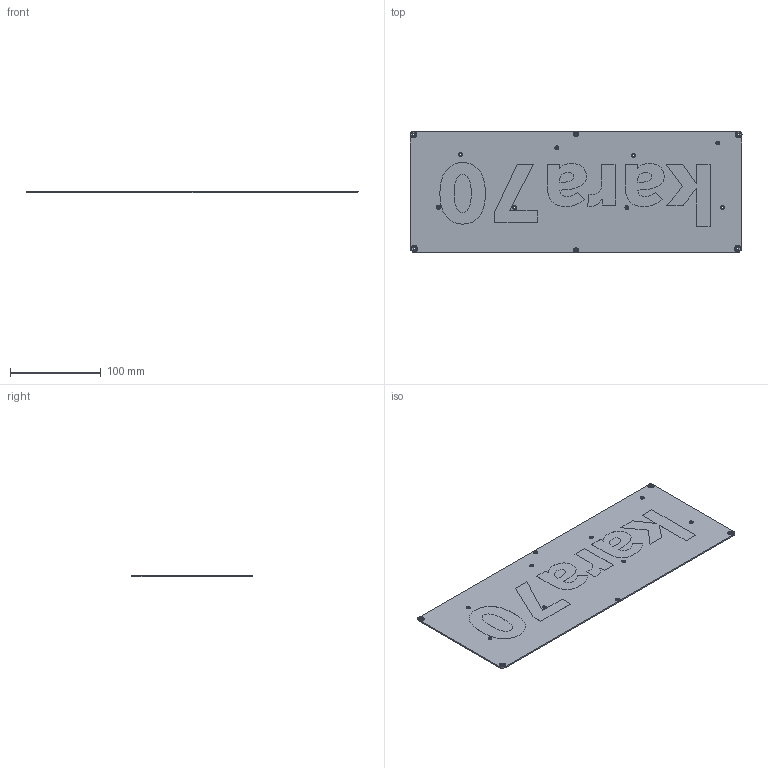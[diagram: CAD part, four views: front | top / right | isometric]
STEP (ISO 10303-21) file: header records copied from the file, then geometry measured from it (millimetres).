
FILE_DESCRIPTION(('KiCad electronic assembly'),'2;1');
FILE_NAME('base.step','2025-03-11T22:20:23',('Pcbnew'),('Kicad'), 'Open CASCADE STEP processor 7.8','KiCad to STEP converter','Unknown' );
FILE_SCHEMA(('AUTOMOTIVE_DESIGN { 1 0 10303 214 1 1 1 1 }'));
Length unit declared in the file: millimetre
Products named in the file (6): base 1; STP_9774005360_rev1; STP_9774005243_rev1; base_copper; base_pad; base_PCB
Assembly tree (9 placements, depth 2):
  base 1
    STP_9774005360_rev1  x4
    STP_9774005243_rev1  x2
    base_copper
    base_pad
    base_PCB
Bounding box: 366.81 x 134.59 x 2.13 mm (x, y, z)
Volume: 74532.7 mm3; surface area: 119537.3 mm2
Topology: 43 solids, 43 shells, 471 faces, 1125 edges, 746 vertices
Faces by surface type: plane 357, cylinder 96, cone 18
Full cylindrical faces by diameter (mm): 1.567 x2, 2.15 x24, 2.2 x16, 2.459 x4, 2.8 x2, 3 x4, 4.2 x4, 4.35 x2, 4.4 x24, 5.3 x2, 6 x4, 7.4 x4
Entity records: 13294 total; most frequent: CARTESIAN_POINT 2224, ORIENTED_EDGE 2122, DIRECTION 2115, EDGE_CURVE 1061, LINE 873, VECTOR 873, VERTEX_POINT 706, AXIS2_PLACEMENT_3D 621
